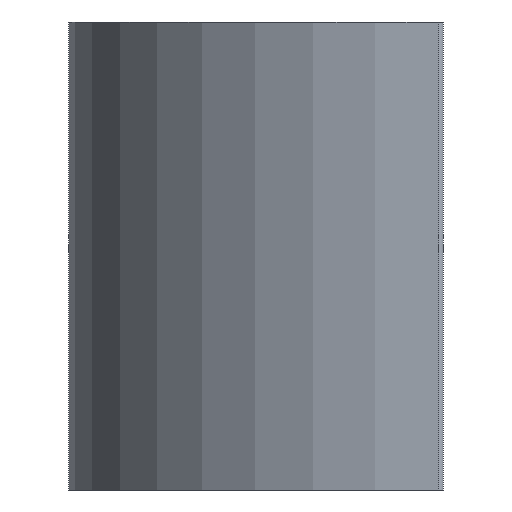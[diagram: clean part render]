
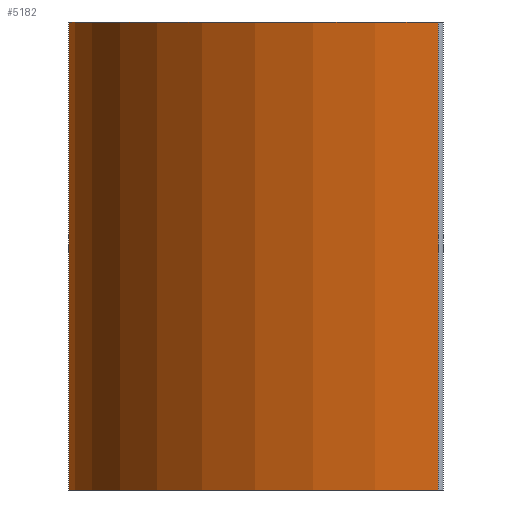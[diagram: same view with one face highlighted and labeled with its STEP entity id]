
A CAD part, front view. The second image highlights one B-rep face of the part: STEP entity #5182.
In plain terms, the highlighted cylindrical face has radius 80 mm (diameter 160 mm), a partial arc.
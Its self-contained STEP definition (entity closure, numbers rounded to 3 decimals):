
#5122=CARTESIAN_POINT('',(-107.896,107.185,-100.0));
#5123=VERTEX_POINT('',#5122);
#5131=CARTESIAN_POINT('',(-107.896,107.185,0.0));
#5132=VERTEX_POINT('',#5131);
#5133=CARTESIAN_POINT('',(-107.896,107.185,0.0));
#5134=DIRECTION('',(0.0,0.0,-1.0));
#5135=VECTOR('',#5134,100.0);
#5136=LINE('',#5133,#5135);
#5137=EDGE_CURVE('',#5132,#5123,#5136,.T.);
#5150=CARTESIAN_POINT('',(-27.903,108.198,0.0));
#5151=DIRECTION('',(0.0,0.0,-1.0));
#5152=DIRECTION('',(-1.,-0.013,0.0));
#5153=AXIS2_PLACEMENT_3D('',#5150,#5151,#5152);
#5154=CYLINDRICAL_SURFACE('',#5153,80.0);
#5155=CARTESIAN_POINT('',(-28.915,28.204,-100.0));
#5156=VERTEX_POINT('',#5155);
#5157=CARTESIAN_POINT('',(-27.903,108.198,-100.0));
#5158=DIRECTION('',(0.0,0.0,1.));
#5159=DIRECTION('',(-1.,-0.013,0.0));
#5160=AXIS2_PLACEMENT_3D('',#5157,#5158,#5159);
#5161=CIRCLE('',#5160,80.0);
#5162=EDGE_CURVE('',#5123,#5156,#5161,.T.);
#5163=ORIENTED_EDGE('',*,*,#5162,.T.);
#5164=CARTESIAN_POINT('',(-28.915,28.204,0.0));
#5165=VERTEX_POINT('',#5164);
#5166=CARTESIAN_POINT('',(-28.915,28.204,0.0));
#5167=DIRECTION('',(0.0,0.0,-1.0));
#5168=VECTOR('',#5167,100.0);
#5169=LINE('',#5166,#5168);
#5170=EDGE_CURVE('',#5165,#5156,#5169,.T.);
#5171=ORIENTED_EDGE('',*,*,#5170,.F.);
#5172=CARTESIAN_POINT('',(-27.903,108.198,0.0));
#5173=DIRECTION('',(0.0,0.0,1.));
#5174=DIRECTION('',(-1.,-0.013,0.0));
#5175=AXIS2_PLACEMENT_3D('',#5172,#5173,#5174);
#5176=CIRCLE('',#5175,80.0);
#5177=EDGE_CURVE('',#5132,#5165,#5176,.T.);
#5178=ORIENTED_EDGE('',*,*,#5177,.F.);
#5179=ORIENTED_EDGE('',*,*,#5137,.T.);
#5180=EDGE_LOOP('',(#5163,#5171,#5178,#5179));
#5181=FACE_OUTER_BOUND('',#5180,.T.);
#5182=ADVANCED_FACE('',(#5181),#5154,.T.);
